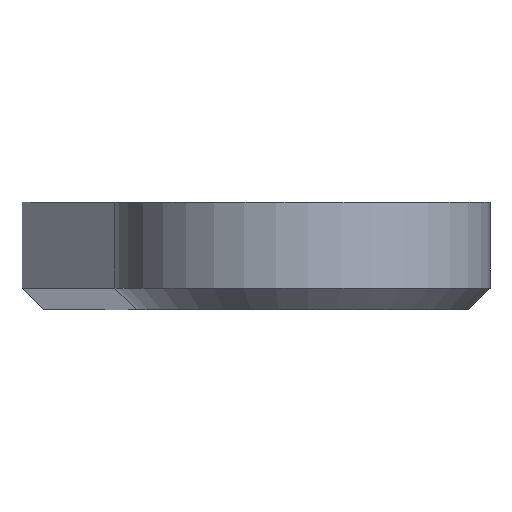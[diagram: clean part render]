
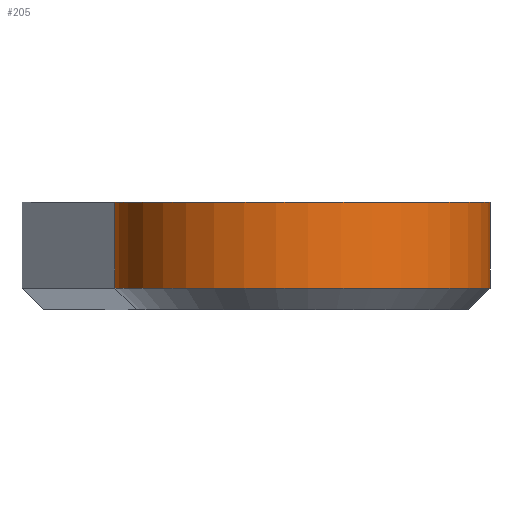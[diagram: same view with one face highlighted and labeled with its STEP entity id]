
A CAD part, front view. The second image highlights one B-rep face of the part: STEP entity #205.
In plain terms, the highlighted cylindrical face has radius 3.5 mm (diameter 7 mm), a partial arc.
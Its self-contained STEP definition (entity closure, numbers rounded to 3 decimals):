
#22=CYLINDRICAL_SURFACE('',#240,3.5);
#39=FACE_OUTER_BOUND('',#53,.T.);
#53=EDGE_LOOP('',(#183,#184,#185,#186));
#60=CIRCLE('',#227,3.5);
#66=CIRCLE('',#241,3.5);
#77=LINE('',#335,#93);
#81=LINE('',#355,#97);
#93=VECTOR('',#273,10.);
#97=VECTOR('',#297,10.);
#103=VERTEX_POINT('',#316);
#105=VERTEX_POINT('',#322);
#108=VERTEX_POINT('',#333);
#114=VERTEX_POINT('',#354);
#124=EDGE_CURVE('',#103,#105,#60,.T.);
#129=EDGE_CURVE('',#108,#103,#77,.T.);
#138=EDGE_CURVE('',#114,#105,#81,.T.);
#140=EDGE_CURVE('',#108,#114,#66,.T.);
#183=ORIENTED_EDGE('',*,*,#124,.F.);
#184=ORIENTED_EDGE('',*,*,#129,.F.);
#185=ORIENTED_EDGE('',*,*,#140,.T.);
#186=ORIENTED_EDGE('',*,*,#138,.T.);
#205=ADVANCED_FACE('',(#39),#22,.T.);
#227=AXIS2_PLACEMENT_3D('',#326,#263,#264);
#240=AXIS2_PLACEMENT_3D('',#357,#299,#300);
#241=AXIS2_PLACEMENT_3D('',#358,#301,#302);
#263=DIRECTION('center_axis',(0.,0.,
-1.));
#264=DIRECTION('ref_axis',(0.999,0.032,0.));
#273=DIRECTION('',(0.,0.,-1.));
#297=DIRECTION('',(0.,0.,-1.));
#299=DIRECTION('center_axis',(0.,0.,-1.));
#300=DIRECTION('ref_axis',(0.999,0.032,0.));
#301=DIRECTION('center_axis',(0.,0.,
-1.));
#302=DIRECTION('ref_axis',(0.999,0.032,0.));
#316=CARTESIAN_POINT('',(15.73,54.613,16.7));
#322=CARTESIAN_POINT('',(8.733,54.387,16.7));
#326=CARTESIAN_POINT('Origin',(12.231,54.5,16.7));
#333=CARTESIAN_POINT('',(15.73,54.613,18.3));
#335=CARTESIAN_POINT('',(15.73,54.613,18.3));
#354=CARTESIAN_POINT('',(8.733,54.387,18.3));
#355=CARTESIAN_POINT('',(8.733,54.387,18.3));
#357=CARTESIAN_POINT('Origin',(12.231,54.5,18.3));
#358=CARTESIAN_POINT('Origin',(12.231,54.5,18.3));
